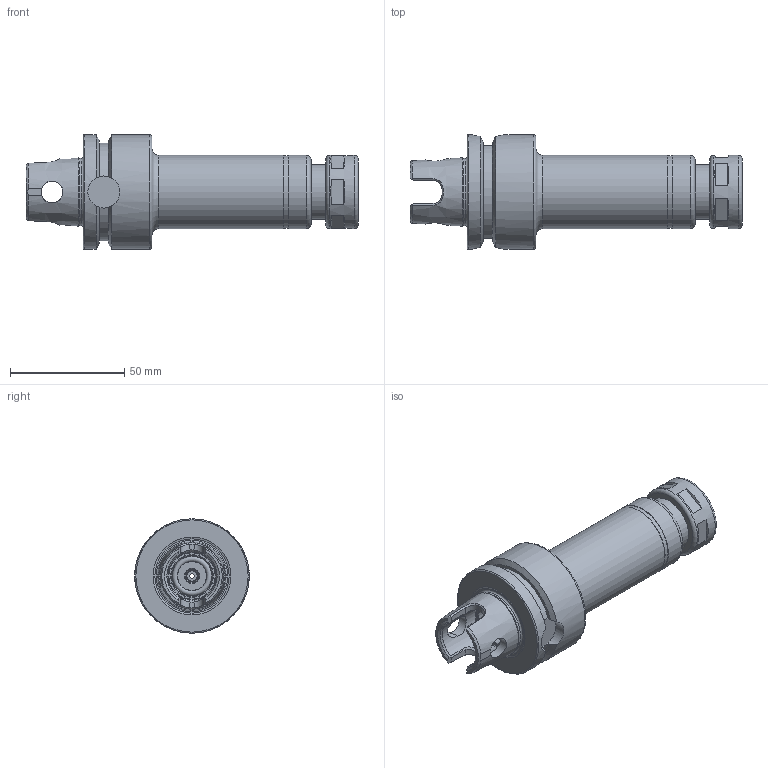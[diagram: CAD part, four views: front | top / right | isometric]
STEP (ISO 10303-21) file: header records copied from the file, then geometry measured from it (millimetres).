
FILE_DESCRIPTION((''),'2;1');
FILE_NAME('126011112120-3D.stp','2020-07-23T09:13:16',('nttooll'),(''),'Autodesk Inventor 2012','Autodesk Inventor 2012','');
FILE_SCHEMA(('AUTOMOTIVE_DESIGN { 1 0 10303 214 1 1 1 1 }'));
Length unit declared in the file: millimetre
Products named in the file (1): 126011112120-3D
Bounding box: 145 x 50 x 50 mm (x, y, z)
Volume: 115092.4 mm3; surface area: 28610.5 mm2
Topology: 1 solids, 4 shells, 173 faces, 389 edges, 242 vertices
Faces by surface type: plane 64, cylinder 42, cone 31, bspline 20, torus 16
Full cylindrical faces by diameter (mm): 2 x1, 4.5 x1, 5 x1, 5.2 x1, 6 x2, 9.5 x2, 9.57 x1, 12 x2, 12.8 x2, 12.9 x1, 13.3 x1, 14 x4, 14.5 x1, 17 x1, 18 x1, 18.2 x1, 20.5 x1, 21 x1, 24 x2, 29.5 x1, 31.6 x1, 32 x3, 50 x2
Entity records: 4974 total; most frequent: CARTESIAN_POINT 1688, DIRECTION 618, ORIENTED_EDGE 594, EDGE_CURVE 297, AXIS2_PLACEMENT_3D 285, EDGE_LOOP 278, VERTEX_POINT 223, FACE_OUTER_BOUND 173
